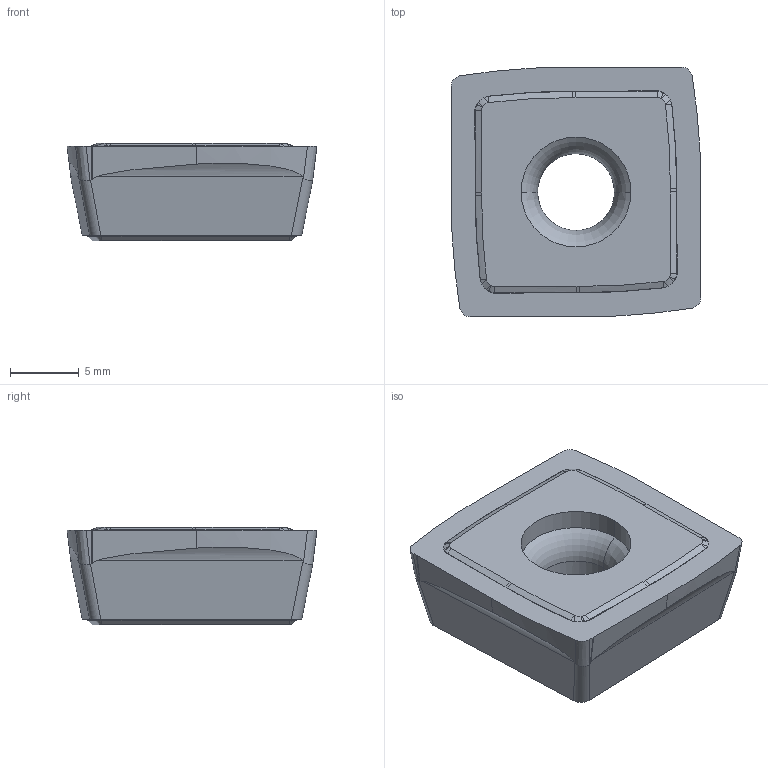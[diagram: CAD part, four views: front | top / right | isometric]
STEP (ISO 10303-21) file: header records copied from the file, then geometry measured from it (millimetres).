
FILE_DESCRIPTION((''),'2;1');
FILE_NAME('SOMX186908-UH','2023-06-21T14:51:36',('tlyae014'),('PTC Japan'),'CREO PARAMETRIC BY PTC INC, 2021424','CREO PARAMETRIC BY PTC INC, 2021424','');
FILE_SCHEMA(('AUTOMOTIVE_DESIGN { 1 0 10303 214 1 1 1 1 }'));
Length unit declared in the file: millimetre
Products named in the file (1): SOMX186908-UH
Bounding box: 18.2 x 18.2 x 7.1 mm (x, y, z)
Volume: 1718.8 mm3; surface area: 1080.2 mm2
Topology: 1 solids, 1 shells, 118 faces, 332 edges, 214 vertices
Faces by surface type: bspline 64, plane 24, cylinder 24, cone 4, torus 2
Entity records: 7085 total; most frequent: CARTESIAN_POINT 3562, ORIENTED_EDGE 616, PRESENTATION_STYLE_ASSIGNMENT 331, STYLED_ITEM 331, CURVE_STYLE 330, EDGE_CURVE 308, DIRECTION 284, VERTEX_POINT 194
